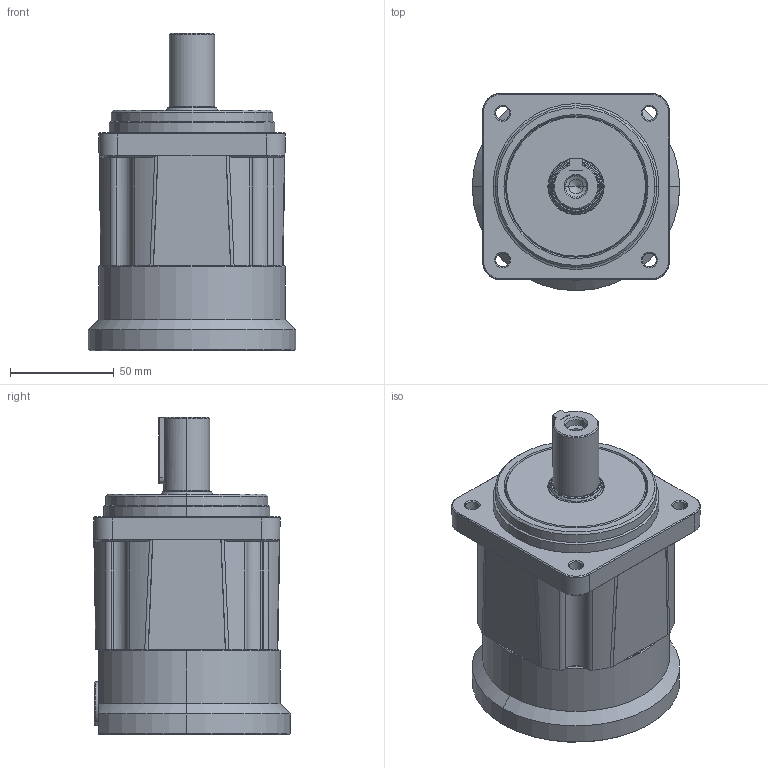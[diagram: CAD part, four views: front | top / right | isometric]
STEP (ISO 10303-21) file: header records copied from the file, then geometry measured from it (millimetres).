
FILE_DESCRIPTION (( 'STEP AP214' ), '1' );
FILE_NAME ('Outside_C013427_HPN-20A-xxx-J6AHC-BI2-BL3.step', '2023-04-06T00:21:33', ( 'Windows ユーザー' ), ( '' ), 'SwSTEP 2.0', 'SolidWorks 2021', '' );
FILE_SCHEMA (( 'AUTOMOTIVE_DESIGN' ));
Length unit declared in the file: millimetre
Products named in the file (1): Outside_C013427_HPN-20A-xxx-J6AHC-BI2-BL3
Bounding box: 100 x 95 x 153 mm (x, y, z)
Volume: 747221 mm3; surface area: 75929.8 mm2
Topology: 2 solids, 2 shells, 492 faces, 1196 edges, 745 vertices
Faces by surface type: plane 199, cylinder 159, cone 73, torus 32, bspline 21, sphere 8
Entity records: 20561 total; most frequent: CARTESIAN_POINT 4261, DIRECTION 2427, ORIENTED_EDGE 2372, EDGE_CURVE 1186, AXIS2_PLACEMENT_3D 915, VERTEX_POINT 745, VECTOR 597, LINE 597
